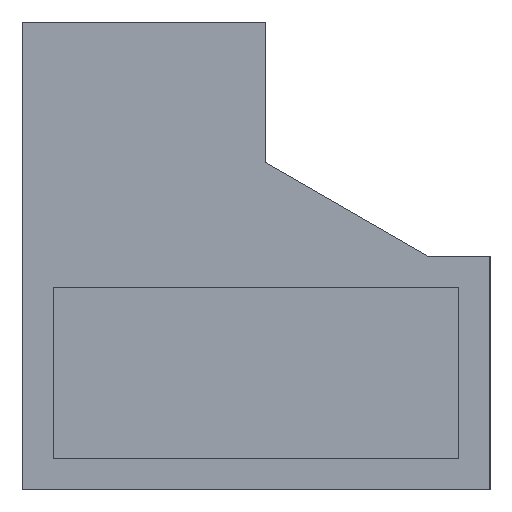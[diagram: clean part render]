
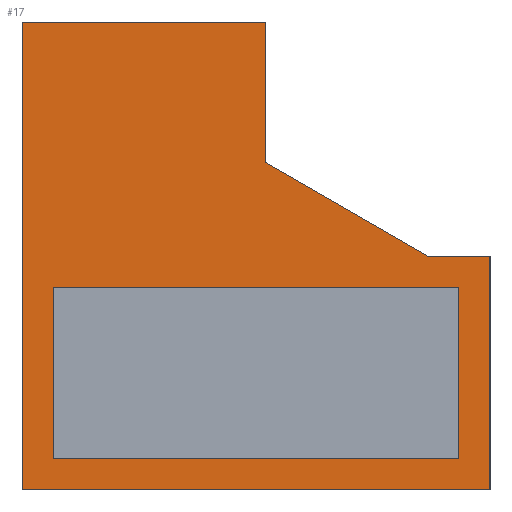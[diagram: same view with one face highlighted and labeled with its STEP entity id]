
A CAD part, left-side view. The second image highlights one B-rep face of the part: STEP entity #17.
In plain terms, the highlighted planar face has unit normal (-1, 0, 0).
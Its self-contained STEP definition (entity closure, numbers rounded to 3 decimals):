
#17 = ADVANCED_FACE('',(#18,#76),#110,.F.);
#18 = FACE_BOUND('',#19,.F.);
#19 = EDGE_LOOP('',(#20,#30,#38,#46,#54,#62,#70));
#20 = ORIENTED_EDGE('',*,*,#21,.F.);
#21 = EDGE_CURVE('',#22,#24,#26,.T.);
#22 = VERTEX_POINT('',#23);
#23 = CARTESIAN_POINT('',(-165.,15.,0.));
#24 = VERTEX_POINT('',#25);
#25 = CARTESIAN_POINT('',(-165.,-15.,0.));
#26 = LINE('',#27,#28);
#27 = CARTESIAN_POINT('',(-165.,15.,0.));
#28 = VECTOR('',#29,1.);
#29 = DIRECTION('',(0.,-1.,0.));
#30 = ORIENTED_EDGE('',*,*,#31,.T.);
#31 = EDGE_CURVE('',#22,#32,#34,.T.);
#32 = VERTEX_POINT('',#33);
#33 = CARTESIAN_POINT('',(-165.,15.,30.));
#34 = LINE('',#35,#36);
#35 = CARTESIAN_POINT('',(-165.,15.,0.));
#36 = VECTOR('',#37,1.);
#37 = DIRECTION('',(0.,0.,1.));
#38 = ORIENTED_EDGE('',*,*,#39,.T.);
#39 = EDGE_CURVE('',#32,#40,#42,.T.);
#40 = VERTEX_POINT('',#41);
#41 = CARTESIAN_POINT('',(-165.,-0.608,30.));
#42 = LINE('',#43,#44);
#43 = CARTESIAN_POINT('',(-165.,15.,30.));
#44 = VECTOR('',#45,1.);
#45 = DIRECTION('',(0.,-1.,0.));
#46 = ORIENTED_EDGE('',*,*,#47,.T.);
#47 = EDGE_CURVE('',#40,#48,#50,.T.);
#48 = VERTEX_POINT('',#49);
#49 = CARTESIAN_POINT('',(-165.,-0.608,21.));
#50 = LINE('',#51,#52);
#51 = CARTESIAN_POINT('',(-165.,-0.608,15.));
#52 = VECTOR('',#53,1.);
#53 = DIRECTION('',(0.,0.,-1.));
#54 = ORIENTED_EDGE('',*,*,#55,.F.);
#55 = EDGE_CURVE('',#56,#48,#58,.T.);
#56 = VERTEX_POINT('',#57);
#57 = CARTESIAN_POINT('',(-165.,-11.,15.));
#58 = LINE('',#59,#60);
#59 = CARTESIAN_POINT('',(-165.,-4.498,18.754));
#60 = VECTOR('',#61,1.);
#61 = DIRECTION('',(0.,0.866,0.5));
#62 = ORIENTED_EDGE('',*,*,#63,.F.);
#63 = EDGE_CURVE('',#64,#56,#66,.T.);
#64 = VERTEX_POINT('',#65);
#65 = CARTESIAN_POINT('',(-165.,-15.,15.));
#66 = LINE('',#67,#68);
#67 = CARTESIAN_POINT('',(-165.,0.,15.));
#68 = VECTOR('',#69,1.);
#69 = DIRECTION('',(0.,1.,0.));
#70 = ORIENTED_EDGE('',*,*,#71,.F.);
#71 = EDGE_CURVE('',#24,#64,#72,.T.);
#72 = LINE('',#73,#74);
#73 = CARTESIAN_POINT('',(-165.,-15.,0.));
#74 = VECTOR('',#75,1.);
#75 = DIRECTION('',(0.,0.,1.));
#76 = FACE_BOUND('',#77,.F.);
#77 = EDGE_LOOP('',(#78,#88,#96,#104));
#78 = ORIENTED_EDGE('',*,*,#79,.T.);
#79 = EDGE_CURVE('',#80,#82,#84,.T.);
#80 = VERTEX_POINT('',#81);
#81 = CARTESIAN_POINT('',(-165.,-13.,13.));
#82 = VERTEX_POINT('',#83);
#83 = CARTESIAN_POINT('',(-165.,13.,13.));
#84 = LINE('',#85,#86);
#85 = CARTESIAN_POINT('',(-165.,-13.,13.));
#86 = VECTOR('',#87,1.);
#87 = DIRECTION('',(0.,1.,0.));
#88 = ORIENTED_EDGE('',*,*,#89,.T.);
#89 = EDGE_CURVE('',#82,#90,#92,.T.);
#90 = VERTEX_POINT('',#91);
#91 = CARTESIAN_POINT('',(-165.,13.,2.));
#92 = LINE('',#93,#94);
#93 = CARTESIAN_POINT('',(-165.,13.,13.));
#94 = VECTOR('',#95,1.);
#95 = DIRECTION('',(0.,0.,-1.));
#96 = ORIENTED_EDGE('',*,*,#97,.T.);
#97 = EDGE_CURVE('',#90,#98,#100,.T.);
#98 = VERTEX_POINT('',#99);
#99 = CARTESIAN_POINT('',(-165.,-13.,2.));
#100 = LINE('',#101,#102);
#101 = CARTESIAN_POINT('',(-165.,13.,2.));
#102 = VECTOR('',#103,1.);
#103 = DIRECTION('',(0.,-1.,0.));
#104 = ORIENTED_EDGE('',*,*,#105,.T.);
#105 = EDGE_CURVE('',#98,#80,#106,.T.);
#106 = LINE('',#107,#108);
#107 = CARTESIAN_POINT('',(-165.,-13.,2.));
#108 = VECTOR('',#109,1.);
#109 = DIRECTION('',(0.,0.,1.));
#110 = PLANE('',#111);
#111 = AXIS2_PLACEMENT_3D('',#112,#113,#114);
#112 = CARTESIAN_POINT('',(-165.,15.,0.));
#113 = DIRECTION('',(1.,0.,0.));
#114 = DIRECTION('',(0.,-1.,0.));
